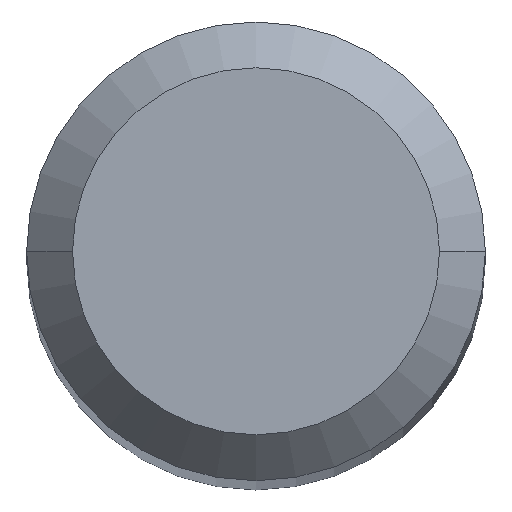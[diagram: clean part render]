
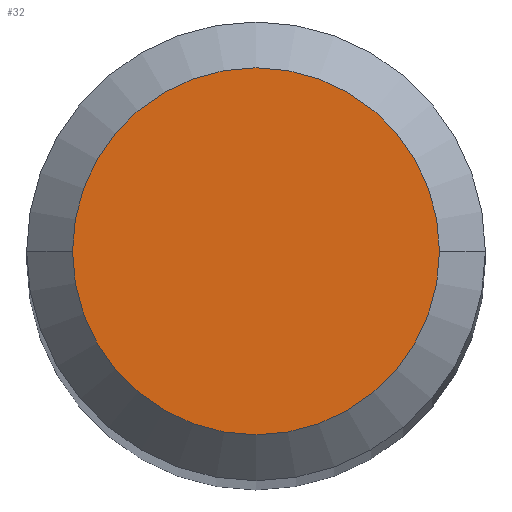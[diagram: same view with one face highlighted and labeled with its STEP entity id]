
A CAD part, top view. The second image highlights one B-rep face of the part: STEP entity #32.
In plain terms, the highlighted planar face has unit normal (0, 0, 1).
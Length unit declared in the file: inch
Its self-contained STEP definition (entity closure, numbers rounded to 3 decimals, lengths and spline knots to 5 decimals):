
#19 = DIRECTION ( 'NONE',  ( 1., 0., 0. ) ) ;
#32 = ADVANCED_FACE ( 'NONE', ( #338 ), #367, .F. ) ;
#62 = ORIENTED_EDGE ( 'NONE', *, *, #384, .T. ) ;
#84 = CIRCLE ( 'NONE', #227, 0.04724 ) ;
#120 = CARTESIAN_POINT ( 'NONE',  ( 0.04724, 0., 0. ) ) ;
#123 = AXIS2_PLACEMENT_3D ( 'NONE', #187, #340, #190 ) ;
#132 = VERTEX_POINT ( 'NONE', #120 ) ;
#187 = CARTESIAN_POINT ( 'NONE',  ( 0., 0., 0. ) ) ;
#190 = DIRECTION ( 'NONE',  ( -1., 0., 0. ) ) ;
#205 = DIRECTION ( 'NONE',  ( 0., 0., 1. ) ) ;
#227 = AXIS2_PLACEMENT_3D ( 'NONE', #284, #410, #400 ) ;
#243 = CARTESIAN_POINT ( 'NONE',  ( -0.04724, 0., 0. ) ) ;
#244 = ORIENTED_EDGE ( 'NONE', *, *, #314, .T. ) ;
#279 = CIRCLE ( 'NONE', #449, 0.04724 ) ;
#284 = CARTESIAN_POINT ( 'NONE',  ( 0., 0., 0. ) ) ;
#292 = EDGE_LOOP ( 'NONE', ( #244, #62 ) ) ;
#314 = EDGE_CURVE ( 'NONE', #363, #132, #279, .T. ) ;
#325 = CARTESIAN_POINT ( 'NONE',  ( 0., 0., 0. ) ) ;
#338 = FACE_OUTER_BOUND ( 'NONE', #292, .T. ) ;
#340 = DIRECTION ( 'NONE',  ( 0., 0., -1. ) ) ;
#363 = VERTEX_POINT ( 'NONE', #243 ) ;
#367 = PLANE ( 'NONE',  #123 ) ;
#384 = EDGE_CURVE ( 'NONE', #132, #363, #84, .T. ) ;
#400 = DIRECTION ( 'NONE',  ( 1., 0., 0. ) ) ;
#410 = DIRECTION ( 'NONE',  ( 0., 0., 1. ) ) ;
#449 = AXIS2_PLACEMENT_3D ( 'NONE', #325, #205, #19 ) ;
